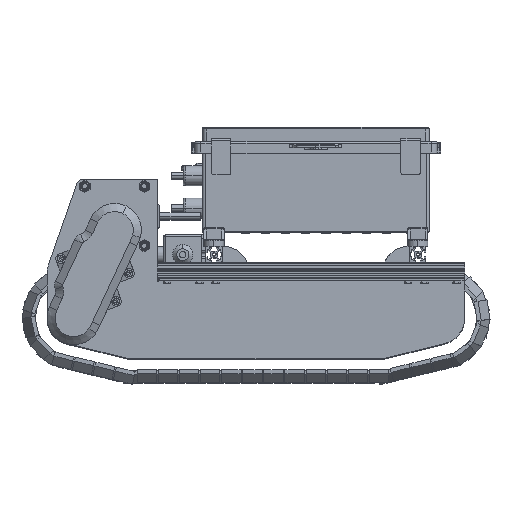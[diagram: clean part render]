
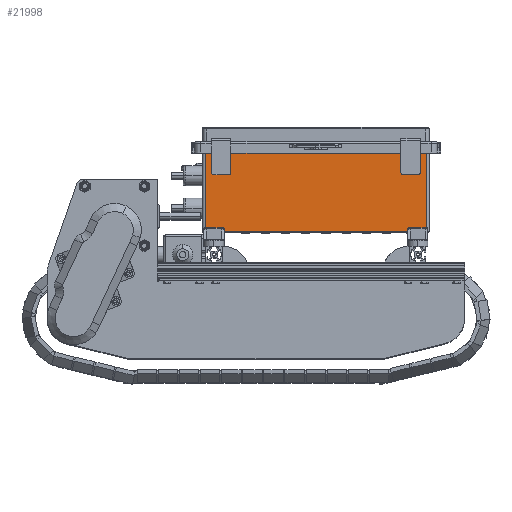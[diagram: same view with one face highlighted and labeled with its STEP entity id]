
A CAD part, top view. The second image highlights one B-rep face of the part: STEP entity #21998.
In plain terms, the highlighted planar face has unit normal (0, 0, 1).
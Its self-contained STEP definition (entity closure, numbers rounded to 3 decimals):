
#509 = DIRECTION ( 'NONE',  ( -1., 0., 0. ) ) ;
#1250 = CARTESIAN_POINT ( 'NONE',  ( 10., -104.5, -10. ) ) ;
#2045 = ORIENTED_EDGE ( 'NONE', *, *, #25542, .T. ) ;
#2350 = VERTEX_POINT ( 'NONE', #29985 ) ;
#2452 = VERTEX_POINT ( 'NONE', #22964 ) ;
#2717 = VECTOR ( 'NONE', #40166, 1000. ) ;
#3191 = ORIENTED_EDGE ( 'NONE', *, *, #15600, .T. ) ;
#3328 = CARTESIAN_POINT ( 'NONE',  ( 287., -103., -10. ) ) ;
#3709 = CARTESIAN_POINT ( 'NONE',  ( 21., -20., -10. ) ) ;
#5042 = VECTOR ( 'NONE', #24949, 1000. ) ;
#5543 = CARTESIAN_POINT ( 'NONE',  ( 10., -6.5, -10. ) ) ;
#7242 = CARTESIAN_POINT ( 'NONE',  ( 279., -20., -10. ) ) ;
#8273 = ORIENTED_EDGE ( 'NONE', *, *, #43976, .T. ) ;
#8776 = LINE ( 'NONE', #5543, #48619 ) ;
#9196 = CARTESIAN_POINT ( 'NONE',  ( 255., -6.5, -10. ) ) ;
#9320 = FACE_OUTER_BOUND ( 'NONE', #28884, .T. ) ;
#9859 = CARTESIAN_POINT ( 'NONE',  ( 279., -6.5, -10. ) ) ;
#10690 = AXIS2_PLACEMENT_3D ( 'NONE', #1250, #42861, #33766 ) ;
#12267 = EDGE_CURVE ( 'NONE', #42548, #2350, #31665, .T. ) ;
#12506 = ORIENTED_EDGE ( 'NONE', *, *, #19549, .F. ) ;
#12594 = CARTESIAN_POINT ( 'NONE',  ( 10., -20., -10. ) ) ;
#12965 = EDGE_CURVE ( 'NONE', #36872, #32307, #21901, .T. ) ;
#13575 = DIRECTION ( 'NONE',  ( 0., -1., 0. ) ) ;
#14057 = VECTOR ( 'NONE', #19859, 1000. ) ;
#14479 = DIRECTION ( 'NONE',  ( 0., -1., 0. ) ) ;
#14922 = ORIENTED_EDGE ( 'NONE', *, *, #52482, .T. ) ;
#15544 = CARTESIAN_POINT ( 'NONE',  ( 10., -6.5, -10. ) ) ;
#15600 = EDGE_CURVE ( 'NONE', #34573, #26633, #32752, .T. ) ;
#16051 = VECTOR ( 'NONE', #35119, 1000. ) ;
#18145 = PLANE ( 'NONE',  #10690 ) ;
#18351 = VECTOR ( 'NONE', #52610, 1000. ) ;
#18706 = CARTESIAN_POINT ( 'NONE',  ( 45., -20., -10. ) ) ;
#19509 = LINE ( 'NONE', #52255, #16051 ) ;
#19518 = VERTEX_POINT ( 'NONE', #18706 ) ;
#19549 = EDGE_CURVE ( 'NONE', #2452, #37699, #52237, .T. ) ;
#19820 = ORIENTED_EDGE ( 'NONE', *, *, #12267, .T. ) ;
#19859 = DIRECTION ( 'NONE',  ( 0., -1., 0. ) ) ;
#20177 = DIRECTION ( 'NONE',  ( -1., 0., 0. ) ) ;
#21064 = VERTEX_POINT ( 'NONE', #7242 ) ;
#21106 = CARTESIAN_POINT ( 'NONE',  ( 255., -104.5, -10. ) ) ;
#21901 = LINE ( 'NONE', #21106, #32771 ) ;
#21937 = ORIENTED_EDGE ( 'NONE', *, *, #26729, .T. ) ;
#21998 = ADVANCED_FACE ( 'NONE', ( #9320 ), #18145, .F. ) ;
#22046 = VECTOR ( 'NONE', #20177, 1000. ) ;
#22234 = CARTESIAN_POINT ( 'NONE',  ( 45., -6.5, -10. ) ) ;
#22964 = CARTESIAN_POINT ( 'NONE',  ( 21., -6.5, -10. ) ) ;
#23628 = LINE ( 'NONE', #52864, #18351 ) ;
#24667 = DIRECTION ( 'NONE',  ( -1., 0., 0. ) ) ;
#24949 = DIRECTION ( 'NONE',  ( 0., 1., 0. ) ) ;
#25542 = EDGE_CURVE ( 'NONE', #52410, #21064, #23628, .T. ) ;
#26633 = VERTEX_POINT ( 'NONE', #38694 ) ;
#26729 = EDGE_CURVE ( 'NONE', #45065, #19518, #36767, .T. ) ;
#26925 = ORIENTED_EDGE ( 'NONE', *, *, #48716, .T. ) ;
#27047 = VECTOR ( 'NONE', #509, 1000. ) ;
#28884 = EDGE_LOOP ( 'NONE', ( #47583, #2045, #31481, #43866, #47104, #21937, #26925, #12506, #14922, #19820, #8273, #3191 ) ) ;
#29462 = VECTOR ( 'NONE', #14479, 1000. ) ;
#29985 = CARTESIAN_POINT ( 'NONE',  ( 13., -103., -10. ) ) ;
#30654 = EDGE_CURVE ( 'NONE', #21064, #32307, #43843, .T. ) ;
#31481 = ORIENTED_EDGE ( 'NONE', *, *, #30654, .T. ) ;
#31512 = EDGE_CURVE ( 'NONE', #36872, #45065, #19509, .T. ) ;
#31665 = LINE ( 'NONE', #48022, #29462 ) ;
#32307 = VERTEX_POINT ( 'NONE', #43789 ) ;
#32752 = LINE ( 'NONE', #45364, #5042 ) ;
#32771 = VECTOR ( 'NONE', #13575, 1000. ) ;
#33766 = DIRECTION ( 'NONE',  ( -1., 0., 0. ) ) ;
#34573 = VERTEX_POINT ( 'NONE', #36441 ) ;
#34617 = VECTOR ( 'NONE', #24667, 1000. ) ;
#35119 = DIRECTION ( 'NONE',  ( -1., 0., 0. ) ) ;
#35360 = CARTESIAN_POINT ( 'NONE',  ( 21., -104.5, -10. ) ) ;
#36441 = CARTESIAN_POINT ( 'NONE',  ( 287., -103., -10. ) ) ;
#36767 = LINE ( 'NONE', #45102, #14057 ) ;
#36872 = VERTEX_POINT ( 'NONE', #9196 ) ;
#37307 = LINE ( 'NONE', #12594, #27047 ) ;
#37699 = VERTEX_POINT ( 'NONE', #3709 ) ;
#38694 = CARTESIAN_POINT ( 'NONE',  ( 287., -6.5, -10. ) ) ;
#40116 = CARTESIAN_POINT ( 'NONE',  ( 13., -6.5, -10. ) ) ;
#40166 = DIRECTION ( 'NONE',  ( 0., -1., 0. ) ) ;
#40385 = LINE ( 'NONE', #3328, #41305 ) ;
#41305 = VECTOR ( 'NONE', #48457, 1000. ) ;
#41552 = DIRECTION ( 'NONE',  ( -1., 0., 0. ) ) ;
#42548 = VERTEX_POINT ( 'NONE', #40116 ) ;
#42861 = DIRECTION ( 'NONE',  ( 0., 0., -1. ) ) ;
#43575 = CARTESIAN_POINT ( 'NONE',  ( 10., -20., -10. ) ) ;
#43789 = CARTESIAN_POINT ( 'NONE',  ( 255., -20., -10. ) ) ;
#43843 = LINE ( 'NONE', #43575, #22046 ) ;
#43866 = ORIENTED_EDGE ( 'NONE', *, *, #12965, .F. ) ;
#43976 = EDGE_CURVE ( 'NONE', #2350, #34573, #40385, .T. ) ;
#45065 = VERTEX_POINT ( 'NONE', #22234 ) ;
#45102 = CARTESIAN_POINT ( 'NONE',  ( 45., -104.5, -10. ) ) ;
#45364 = CARTESIAN_POINT ( 'NONE',  ( 287., -104.5, -10. ) ) ;
#47104 = ORIENTED_EDGE ( 'NONE', *, *, #31512, .T. ) ;
#47404 = EDGE_CURVE ( 'NONE', #26633, #52410, #52606, .T. ) ;
#47583 = ORIENTED_EDGE ( 'NONE', *, *, #47404, .T. ) ;
#48022 = CARTESIAN_POINT ( 'NONE',  ( 13., -104.5, -10. ) ) ;
#48457 = DIRECTION ( 'NONE',  ( 1., 0., 0. ) ) ;
#48619 = VECTOR ( 'NONE', #41552, 1000. ) ;
#48716 = EDGE_CURVE ( 'NONE', #19518, #37699, #37307, .T. ) ;
#52237 = LINE ( 'NONE', #35360, #2717 ) ;
#52255 = CARTESIAN_POINT ( 'NONE',  ( 10., -6.5, -10. ) ) ;
#52410 = VERTEX_POINT ( 'NONE', #9859 ) ;
#52482 = EDGE_CURVE ( 'NONE', #2452, #42548, #8776, .T. ) ;
#52606 = LINE ( 'NONE', #15544, #34617 ) ;
#52610 = DIRECTION ( 'NONE',  ( 0., -1., 0. ) ) ;
#52864 = CARTESIAN_POINT ( 'NONE',  ( 279., -104.5, -10. ) ) ;
